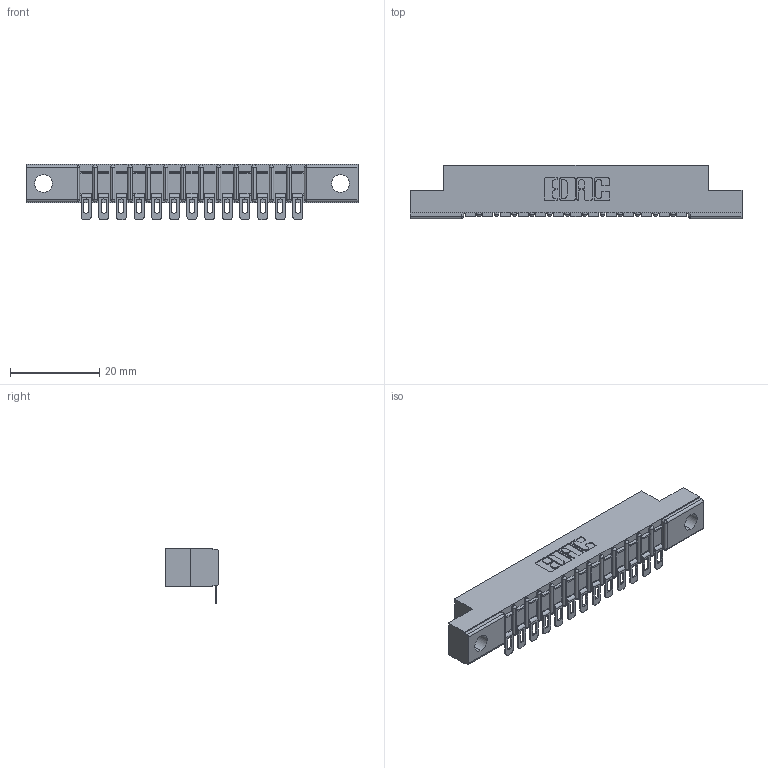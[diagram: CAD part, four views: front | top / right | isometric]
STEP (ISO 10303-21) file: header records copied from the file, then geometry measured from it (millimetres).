
FILE_DESCRIPTION (( 'STEP AP203' ), '1' );
FILE_NAME ('307-013-554-104.STEP', '2018-08-03T00:09:37', ( '' ), ( '' ), 'SwSTEP 2.0', 'SolidWorks 2016', '' );
FILE_SCHEMA (( 'CONFIG_CONTROL_DESIGN' ));
Length unit declared in the file: inch
Products named in the file (3): 307 Part_.156 Dia Mounting Holes; 307-290-002_554; 307-013-554-104
Assembly tree (14 placements, depth 2):
  307-013-554-104
    307 Part_.156 Dia Mounting Holes
    307-290-002_554  x13
Bounding box: 74.52 x 12.01 x 12.52 mm (x, y, z)
Volume: 4813.9 mm3; surface area: 8199.5 mm2
Topology: 14 solids, 14 shells, 1199 faces, 3648 edges, 2392 vertices
Faces by surface type: plane 682, cylinder 489, sphere 28
Entity records: 16103 total; most frequent: CARTESIAN_POINT 2716, ORIENTED_EDGE 2704, DIRECTION 2650, EDGE_CURVE 1352, VECTOR 1022, LINE 1022, VERTEX_POINT 880, AXIS2_PLACEMENT_3D 814
